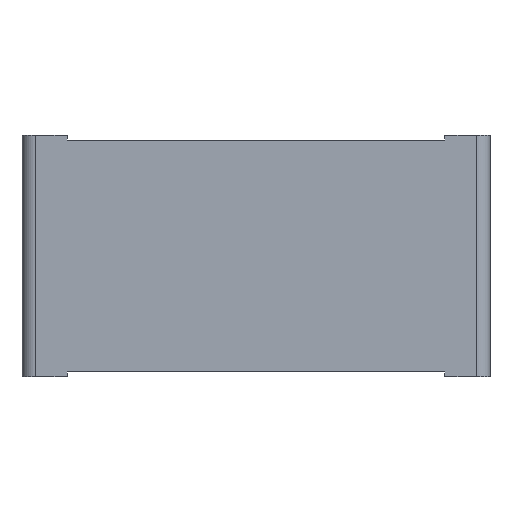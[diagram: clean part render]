
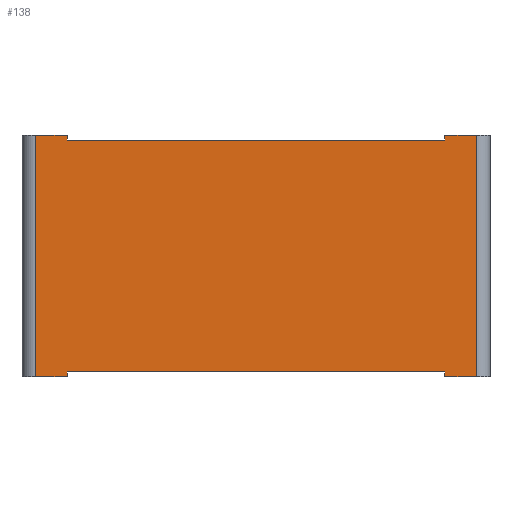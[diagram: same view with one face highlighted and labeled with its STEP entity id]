
A CAD part, front view. The second image highlights one B-rep face of the part: STEP entity #138.
In plain terms, the highlighted planar face has unit normal (0, -1, 0).
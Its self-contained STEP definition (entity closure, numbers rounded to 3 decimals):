
#138=ADVANCED_FACE('',(#275),#276,.F.);
#275=FACE_OUTER_BOUND('',#408,.T.);
#276=PLANE('',#409);
#408=EDGE_LOOP('',(#773,#774,#775,#776,#777,#778,#779,#780,#781,#782,#783,#784));
#409=AXIS2_PLACEMENT_3D('',#785,#786,#787);
#773=ORIENTED_EDGE('',*,*,#894,.T.);
#774=ORIENTED_EDGE('',*,*,#985,.F.);
#775=ORIENTED_EDGE('',*,*,#986,.T.);
#776=ORIENTED_EDGE('',*,*,#945,.F.);
#777=ORIENTED_EDGE('',*,*,#929,.T.);
#778=ORIENTED_EDGE('',*,*,#870,.T.);
#779=ORIENTED_EDGE('',*,*,#926,.T.);
#780=ORIENTED_EDGE('',*,*,#980,.F.);
#781=ORIENTED_EDGE('',*,*,#983,.T.);
#782=ORIENTED_EDGE('',*,*,#919,.F.);
#783=ORIENTED_EDGE('',*,*,#899,.T.);
#784=ORIENTED_EDGE('',*,*,#958,.T.);
#785=CARTESIAN_POINT('',(0.0,-0.225,0.0));
#786=DIRECTION('',(0.0,1.0,0.0));
#787=DIRECTION('',(1.0,-0.0,0.0));
#870=EDGE_CURVE('',#1054,#1052,#1055,.T.);
#894=EDGE_CURVE('',#1097,#1095,#1098,.T.);
#899=EDGE_CURVE('',#1106,#1104,#1107,.T.);
#919=EDGE_CURVE('',#1106,#1135,#1136,.T.);
#926=EDGE_CURVE('',#1052,#1145,#1147,.T.);
#929=EDGE_CURVE('',#1151,#1054,#1152,.T.);
#945=EDGE_CURVE('',#1151,#1172,#1173,.T.);
#958=EDGE_CURVE('',#1104,#1097,#1191,.T.);
#980=EDGE_CURVE('',#1218,#1145,#1220,.T.);
#983=EDGE_CURVE('',#1218,#1135,#1223,.T.);
#985=EDGE_CURVE('',#1225,#1095,#1226,.T.);
#986=EDGE_CURVE('',#1225,#1172,#1227,.T.);
#1052=VERTEX_POINT('',#1321);
#1054=VERTEX_POINT('',#1324);
#1055=LINE('',#1325,#1326);
#1095=VERTEX_POINT('',#1385);
#1097=VERTEX_POINT('',#1388);
#1098=LINE('',#1389,#1390);
#1104=VERTEX_POINT('',#1398);
#1106=VERTEX_POINT('',#1401);
#1107=LINE('',#1402,#1403);
#1135=VERTEX_POINT('',#1445);
#1136=LINE('',#1446,#1447);
#1145=VERTEX_POINT('',#1458);
#1147=LINE('',#1461,#1462);
#1151=VERTEX_POINT('',#1467);
#1152=LINE('',#1468,#1469);
#1172=VERTEX_POINT('',#1499);
#1173=LINE('',#1500,#1501);
#1191=LINE('',#1526,#1527);
#1218=VERTEX_POINT('',#1564);
#1220=LINE('',#1566,#1567);
#1223=LINE('',#1571,#1572);
#1225=VERTEX_POINT('',#1574);
#1226=LINE('',#1575,#1576);
#1227=LINE('',#1577,#1578);
#1321=CARTESIAN_POINT('',(0.625,-0.225,-0.384));
#1324=CARTESIAN_POINT('',(-0.625,-0.225,-0.384));
#1325=CARTESIAN_POINT('',(0.,-0.225,-0.384));
#1326=VECTOR('',#1620,1.0);
#1385=CARTESIAN_POINT('',(-0.625,-0.225,0.4));
#1388=CARTESIAN_POINT('',(-0.625,-0.225,0.384));
#1389=CARTESIAN_POINT('',(-0.625,-0.225,0.212));
#1390=VECTOR('',#1641,1.0);
#1398=CARTESIAN_POINT('',(0.625,-0.225,0.384));
#1401=CARTESIAN_POINT('',(0.625,-0.225,0.4));
#1402=CARTESIAN_POINT('',(0.625,-0.225,0.212));
#1403=VECTOR('',#1645,1.0);
#1445=CARTESIAN_POINT('',(0.73,-0.225,0.4));
#1446=CARTESIAN_POINT('',(0.0,-0.225,0.4));
#1447=VECTOR('',#1660,1.0);
#1458=CARTESIAN_POINT('',(0.625,-0.225,-0.4));
#1461=CARTESIAN_POINT('',(0.625,-0.225,-0.212));
#1462=VECTOR('',#1670,1.0);
#1467=CARTESIAN_POINT('',(-0.625,-0.225,-0.4));
#1468=CARTESIAN_POINT('',(-0.625,-0.225,-0.212));
#1469=VECTOR('',#1672,1.0);
#1499=CARTESIAN_POINT('',(-0.73,-0.225,-0.4));
#1500=CARTESIAN_POINT('',(0.0,-0.225,-0.4));
#1501=VECTOR('',#1683,1.0);
#1526=CARTESIAN_POINT('',(0.,-0.225,0.384));
#1527=VECTOR('',#1697,1.0);
#1564=CARTESIAN_POINT('',(0.73,-0.225,-0.4));
#1566=CARTESIAN_POINT('',(0.0,-0.225,-0.4));
#1567=VECTOR('',#1717,1.0);
#1571=CARTESIAN_POINT('',(0.73,-0.225,0.));
#1572=VECTOR('',#1719,1.0);
#1574=CARTESIAN_POINT('',(-0.73,-0.225,0.4));
#1575=CARTESIAN_POINT('',(0.0,-0.225,0.4));
#1576=VECTOR('',#1720,1.0);
#1577=CARTESIAN_POINT('',(-0.73,-0.225,0.0));
#1578=VECTOR('',#1721,1.0);
#1620=DIRECTION('',(1.0,-0.0,0.0));
#1641=DIRECTION('',(0.,0.0,1.0));
#1645=DIRECTION('',(0.,-0.0,-1.0));
#1660=DIRECTION('',(1.0,0.0,0.0));
#1670=DIRECTION('',(-0.0,0.0,-1.0));
#1672=DIRECTION('',(-0.0,0.0,1.0));
#1683=DIRECTION('',(-1.0,0.0,0.0));
#1697=DIRECTION('',(-1.0,0.0,0.));
#1717=DIRECTION('',(-1.0,0.0,0.0));
#1719=DIRECTION('',(0.0,0.,1.0));
#1720=DIRECTION('',(1.0,0.0,0.0));
#1721=DIRECTION('',(0.0,-0.0,-1.0));
